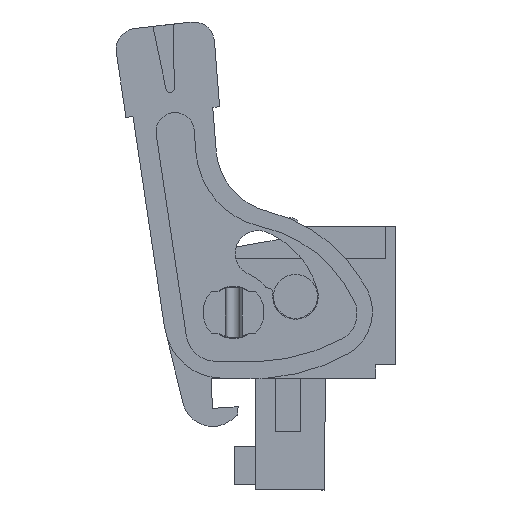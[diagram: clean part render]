
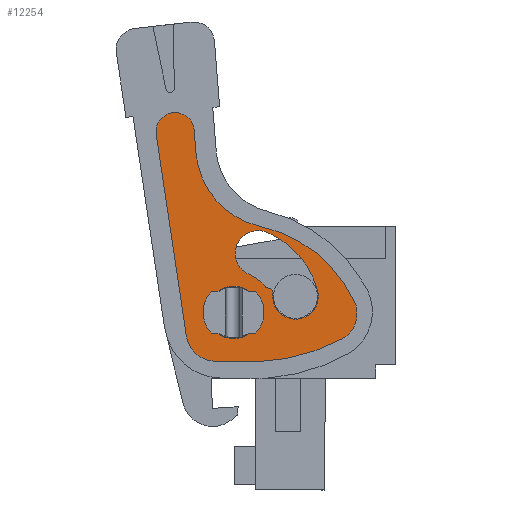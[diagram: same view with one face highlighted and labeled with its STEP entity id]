
A CAD part, left-side view. The second image highlights one B-rep face of the part: STEP entity #12254.
In plain terms, the highlighted planar face has unit normal (-1, 0, 0).
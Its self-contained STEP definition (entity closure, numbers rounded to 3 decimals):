
#11957=AXIS2_PLACEMENT_3D('Plane Axis2P3D',#11954,#11955,#11956) ;
#12086=AXIS2_PLACEMENT_3D('Circle Axis2P3D',#12084,#12085,$) ;
#12110=AXIS2_PLACEMENT_3D('Circle Axis2P3D',#12108,#12109,$) ;
#12136=AXIS2_PLACEMENT_3D('Circle Axis2P3D',#12134,#12135,$) ;
#12143=AXIS2_PLACEMENT_3D('Circle Axis2P3D',#12141,#12142,$) ;
#12150=AXIS2_PLACEMENT_3D('Circle Axis2P3D',#12148,#12149,$) ;
#12157=AXIS2_PLACEMENT_3D('Circle Axis2P3D',#12155,#12156,$) ;
#12180=AXIS2_PLACEMENT_3D('Circle Axis2P3D',#12178,#12179,$) ;
#12189=AXIS2_PLACEMENT_3D('Circle Axis2P3D',#12187,#12188,$) ;
#12196=AXIS2_PLACEMENT_3D('Circle Axis2P3D',#12194,#12195,$) ;
#12203=AXIS2_PLACEMENT_3D('Circle Axis2P3D',#12201,#12202,$) ;
#12210=AXIS2_PLACEMENT_3D('Circle Axis2P3D',#12208,#12209,$) ;
#12217=AXIS2_PLACEMENT_3D('Circle Axis2P3D',#12215,#12216,$) ;
#12224=AXIS2_PLACEMENT_3D('Circle Axis2P3D',#12222,#12223,$) ;
#12238=AXIS2_PLACEMENT_3D('Circle Axis2P3D',#12236,#12237,$) ;
#12247=AXIS2_PLACEMENT_3D('Circle Axis2P3D',#12245,#12246,$) ;
#11954=CARTESIAN_POINT('Axis2P3D Location',(1.1,1.4,0.)) ;
#12053=CARTESIAN_POINT('Line Origine',(1.1,13.287,15.072)) ;
#12057=CARTESIAN_POINT('Vertex',(1.1,12.398,9.121)) ;
#12059=CARTESIAN_POINT('Vertex',(1.1,14.176,21.023)) ;
#12084=CARTESIAN_POINT('Axis2P3D Location',(1.1,10.645,9.383)) ;
#12088=CARTESIAN_POINT('Vertex',(1.1,10.665,7.61)) ;
#12108=CARTESIAN_POINT('Axis2P3D Location',(1.1,13.058,21.19)) ;
#12112=CARTESIAN_POINT('Vertex',(1.1,11.931,21.279)) ;
#12127=CARTESIAN_POINT('Line Origine',(1.1,9.423,7.596)) ;
#12131=CARTESIAN_POINT('Vertex',(1.1,8.181,7.582)) ;
#12134=CARTESIAN_POINT('Axis2P3D Location',(1.1,8.615,19.073)) ;
#12138=CARTESIAN_POINT('Vertex',(1.1,3.202,8.927)) ;
#12141=CARTESIAN_POINT('Axis2P3D Location',(1.1,4.004,10.431)) ;
#12145=CARTESIAN_POINT('Vertex',(1.1,2.462,11.157)) ;
#12148=CARTESIAN_POINT('Axis2P3D Location',(1.1,9.73,7.737)) ;
#12152=CARTESIAN_POINT('Vertex',(1.1,8.015,15.585)) ;
#12155=CARTESIAN_POINT('Axis2P3D Location',(1.1,6.976,20.339)) ;
#12159=CARTESIAN_POINT('Vertex',(1.1,11.827,19.957)) ;
#12162=CARTESIAN_POINT('Line Origine',(1.1,11.879,20.618)) ;
#12178=CARTESIAN_POINT('Axis2P3D Location',(1.1,7.517,12.189)) ;
#12182=CARTESIAN_POINT('Vertex',(1.1,7.517,11.939)) ;
#12184=CARTESIAN_POINT('Vertex',(1.1,7.711,12.031)) ;
#12187=CARTESIAN_POINT('Axis2P3D Location',(1.1,9.6,10.5)) ;
#12191=CARTESIAN_POINT('Vertex',(1.1,8.672,12.747)) ;
#12194=CARTESIAN_POINT('Axis2P3D Location',(1.1,8.156,13.995)) ;
#12198=CARTESIAN_POINT('Vertex',(1.1,7.641,15.242)) ;
#12201=CARTESIAN_POINT('Axis2P3D Location',(1.1,9.6,10.5)) ;
#12205=CARTESIAN_POINT('Vertex',(1.1,4.633,11.789)) ;
#12208=CARTESIAN_POINT('Axis2P3D Location',(1.1,5.94,11.45)) ;
#12212=CARTESIAN_POINT('Vertex',(1.1,7.286,11.555)) ;
#12215=CARTESIAN_POINT('Axis2P3D Location',(1.1,6.887,11.524)) ;
#12219=CARTESIAN_POINT('Vertex',(1.1,7.274,11.625)) ;
#12222=CARTESIAN_POINT('Axis2P3D Location',(1.1,7.516,11.689)) ;
#12236=CARTESIAN_POINT('Axis2P3D Location',(1.1,9.6,10.5)) ;
#12240=CARTESIAN_POINT('Vertex',(1.1,9.6,8.95)) ;
#12242=CARTESIAN_POINT('Vertex',(1.1,9.6,12.05)) ;
#12245=CARTESIAN_POINT('Axis2P3D Location',(1.1,9.6,10.5)) ;
#11955=DIRECTION('Axis2P3D Direction',(1.,0.,0.)) ;
#11956=DIRECTION('Axis2P3D XDirection',(0.,1.,0.)) ;
#12054=DIRECTION('Vector Direction',(0.,0.148,0.989)) ;
#12085=DIRECTION('Axis2P3D Direction',(1.,0.,0.)) ;
#12109=DIRECTION('Axis2P3D Direction',(1.,0.,0.)) ;
#12128=DIRECTION('Vector Direction',(0.,1.,0.011)) ;
#12135=DIRECTION('Axis2P3D Direction',(1.,0.,0.)) ;
#12142=DIRECTION('Axis2P3D Direction',(1.,0.,0.)) ;
#12149=DIRECTION('Axis2P3D Direction',(1.,0.,0.)) ;
#12156=DIRECTION('Axis2P3D Direction',(1.,0.,0.)) ;
#12163=DIRECTION('Vector Direction',(0.,-0.078,-0.997)) ;
#12179=DIRECTION('Axis2P3D Direction',(1.,0.,0.)) ;
#12188=DIRECTION('Axis2P3D Direction',(1.,0.,0.)) ;
#12195=DIRECTION('Axis2P3D Direction',(1.,0.,0.)) ;
#12202=DIRECTION('Axis2P3D Direction',(1.,0.,0.)) ;
#12209=DIRECTION('Axis2P3D Direction',(1.,0.,0.)) ;
#12216=DIRECTION('Axis2P3D Direction',(1.,0.,0.)) ;
#12223=DIRECTION('Axis2P3D Direction',(1.,0.,0.)) ;
#12237=DIRECTION('Axis2P3D Direction',(1.,0.,0.)) ;
#12246=DIRECTION('Axis2P3D Direction',(1.,0.,0.)) ;
#12055=VECTOR('Line Direction',#12054,1.) ;
#12129=VECTOR('Line Direction',#12128,1.) ;
#12164=VECTOR('Line Direction',#12163,1.) ;
#12168=ORIENTED_EDGE('',*,*,#12090,.F.) ;
#12169=ORIENTED_EDGE('',*,*,#12133,.F.) ;
#12170=ORIENTED_EDGE('',*,*,#12140,.F.) ;
#12171=ORIENTED_EDGE('',*,*,#12147,.F.) ;
#12172=ORIENTED_EDGE('',*,*,#12154,.F.) ;
#12173=ORIENTED_EDGE('',*,*,#12161,.F.) ;
#12174=ORIENTED_EDGE('',*,*,#12166,.F.) ;
#12175=ORIENTED_EDGE('',*,*,#12114,.F.) ;
#12176=ORIENTED_EDGE('',*,*,#12061,.F.) ;
#12228=ORIENTED_EDGE('',*,*,#12186,.T.) ;
#12229=ORIENTED_EDGE('',*,*,#12193,.F.) ;
#12230=ORIENTED_EDGE('',*,*,#12200,.T.) ;
#12231=ORIENTED_EDGE('',*,*,#12207,.T.) ;
#12232=ORIENTED_EDGE('',*,*,#12214,.T.) ;
#12233=ORIENTED_EDGE('',*,*,#12221,.T.) ;
#12234=ORIENTED_EDGE('',*,*,#12226,.F.) ;
#12251=ORIENTED_EDGE('',*,*,#12244,.T.) ;
#12252=ORIENTED_EDGE('',*,*,#12249,.T.) ;
#12235=FACE_BOUND('',#12227,.T.) ;
#12253=FACE_BOUND('',#12250,.T.) ;
#12254=ADVANCED_FACE('lock',(#12177,#12235,#12253),#11958,.F.) ;
#12087=CIRCLE('generated circle',#12086,1.773) ;
#12111=CIRCLE('generated circle',#12110,1.131) ;
#12137=CIRCLE('generated circle',#12136,11.5) ;
#12144=CIRCLE('generated circle',#12143,1.705) ;
#12151=CIRCLE('generated circle',#12150,8.033) ;
#12158=CIRCLE('generated circle',#12157,4.866) ;
#12181=CIRCLE('generated circle',#12180,0.25) ;
#12190=CIRCLE('generated circle',#12189,2.431) ;
#12197=CIRCLE('generated circle',#12196,1.35) ;
#12204=CIRCLE('generated circle',#12203,5.131) ;
#12211=CIRCLE('generated circle',#12210,1.35) ;
#12218=CIRCLE('generated circle',#12217,0.4) ;
#12225=CIRCLE('generated circle',#12224,0.25) ;
#12239=CIRCLE('generated circle',#12238,1.55) ;
#12248=CIRCLE('generated circle',#12247,1.55) ;
#12061=EDGE_CURVE('',#12058,#12060,#12056,.T.) ;
#12090=EDGE_CURVE('',#12089,#12058,#12087,.T.) ;
#12114=EDGE_CURVE('',#12060,#12113,#12111,.T.) ;
#12133=EDGE_CURVE('',#12132,#12089,#12130,.T.) ;
#12140=EDGE_CURVE('',#12139,#12132,#12137,.T.) ;
#12147=EDGE_CURVE('',#12146,#12139,#12144,.T.) ;
#12154=EDGE_CURVE('',#12153,#12146,#12151,.T.) ;
#12161=EDGE_CURVE('',#12160,#12153,#12158,.F.) ;
#12166=EDGE_CURVE('',#12113,#12160,#12165,.T.) ;
#12186=EDGE_CURVE('',#12183,#12185,#12181,.T.) ;
#12193=EDGE_CURVE('',#12192,#12185,#12190,.T.) ;
#12200=EDGE_CURVE('',#12192,#12199,#12197,.T.) ;
#12207=EDGE_CURVE('',#12199,#12206,#12204,.T.) ;
#12214=EDGE_CURVE('',#12206,#12213,#12211,.T.) ;
#12221=EDGE_CURVE('',#12213,#12220,#12218,.T.) ;
#12226=EDGE_CURVE('',#12183,#12220,#12225,.T.) ;
#12244=EDGE_CURVE('',#12241,#12243,#12239,.T.) ;
#12249=EDGE_CURVE('',#12243,#12241,#12248,.T.) ;
#12167=EDGE_LOOP('',(#12168,#12169,#12170,#12171,#12172,#12173,#12174,#12175,#12176)) ;
#12227=EDGE_LOOP('',(#12228,#12229,#12230,#12231,#12232,#12233,#12234)) ;
#12250=EDGE_LOOP('',(#12251,#12252)) ;
#12177=FACE_OUTER_BOUND('',#12167,.T.) ;
#12056=LINE('Line',#12053,#12055) ;
#12130=LINE('Line',#12127,#12129) ;
#12165=LINE('Line',#12162,#12164) ;
#11958=PLANE('',#11957) ;
#12058=VERTEX_POINT('',#12057) ;
#12060=VERTEX_POINT('',#12059) ;
#12089=VERTEX_POINT('',#12088) ;
#12113=VERTEX_POINT('',#12112) ;
#12132=VERTEX_POINT('',#12131) ;
#12139=VERTEX_POINT('',#12138) ;
#12146=VERTEX_POINT('',#12145) ;
#12153=VERTEX_POINT('',#12152) ;
#12160=VERTEX_POINT('',#12159) ;
#12183=VERTEX_POINT('',#12182) ;
#12185=VERTEX_POINT('',#12184) ;
#12192=VERTEX_POINT('',#12191) ;
#12199=VERTEX_POINT('',#12198) ;
#12206=VERTEX_POINT('',#12205) ;
#12213=VERTEX_POINT('',#12212) ;
#12220=VERTEX_POINT('',#12219) ;
#12241=VERTEX_POINT('',#12240) ;
#12243=VERTEX_POINT('',#12242) ;
